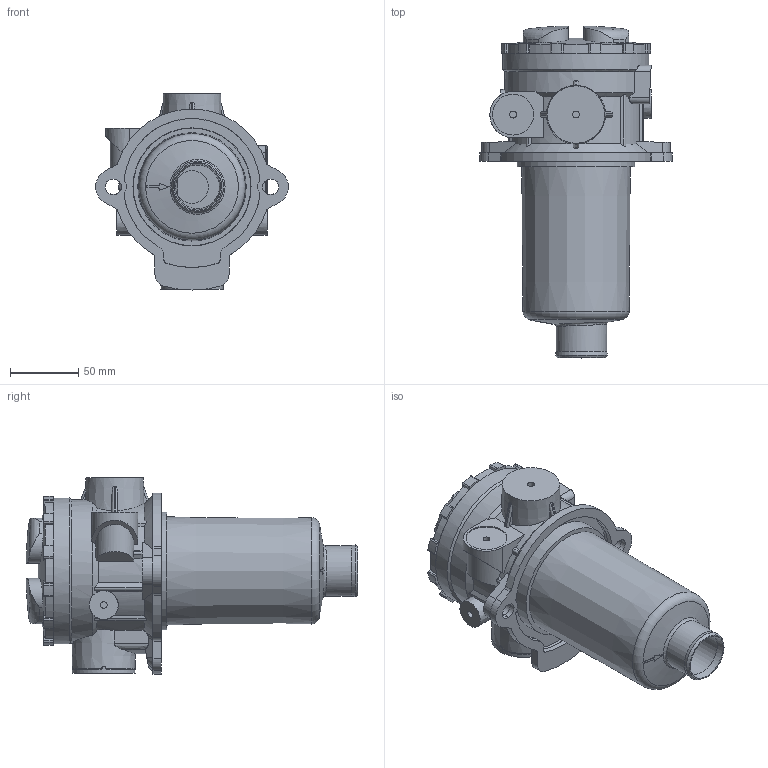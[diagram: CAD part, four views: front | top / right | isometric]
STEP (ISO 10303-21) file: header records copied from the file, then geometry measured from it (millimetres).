
FILE_DESCRIPTION(/* description */ (''),/* implementation_level */ '2;1');
FILE_NAME(/* name */ 'MPT_110_2_S_x_G2-5-8_x_xxx_x_P01_rev01.stp',/* time_stamp */ '2018-06-07T17:11:25+02:00',/* author */ ('cad10'),/* organization */ (''),/* preprocessor_version */ 'ST-DEVELOPER v16.5',/* originating_system */ 'Autodesk Inventor 2017',/* authorisation */ '');
FILE_SCHEMA (('AUTOMOTIVE_DESIGN { 1 0 10303 214 3 1 1 }'));
Length unit declared in the file: millimetre
Products named in the file (1): MPT_110_2_S_x_G2-5-8_x_xxx_x_P01_rev01
Bounding box: 141 x 242.9 x 143.5 mm (x, y, z)
Volume: 1437634.3 mm3; surface area: 109915.2 mm2
Topology: 1 solids, 1 shells, 424 faces, 1160 edges, 761 vertices
Faces by surface type: plane 213, cylinder 162, cone 30, bspline 9, torus 5, sphere 5
Full cylindrical faces by diameter (mm): 5 x2, 7 x1, 9.5 x1, 24 x1, 30 x1, 32 x1, 37 x1, 45 x1, 46 x1, 107 x1
Entity records: 14936 total; most frequent: CARTESIAN_POINT 3686, DIRECTION 2329, ORIENTED_EDGE 2254, EDGE_CURVE 1127, AXIS2_PLACEMENT_3D 924, VERTEX_POINT 752, LINE 481, VECTOR 481
